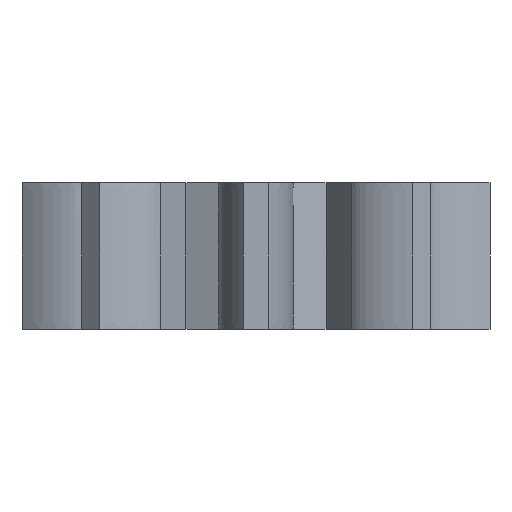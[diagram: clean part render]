
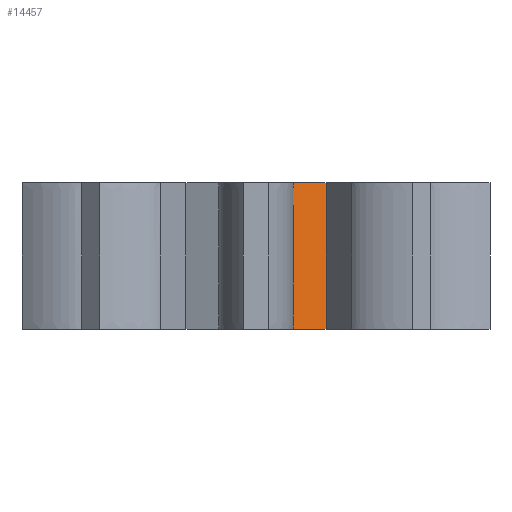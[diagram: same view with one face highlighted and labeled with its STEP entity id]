
A CAD part, front view. The second image highlights one B-rep face of the part: STEP entity #14457.
In plain terms, the highlighted face is a extrusion surface.
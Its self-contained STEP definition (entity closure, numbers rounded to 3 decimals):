
#93 = PLANE('',#94);
#94 = AXIS2_PLACEMENT_3D('',#95,#96,#97);
#95 = CARTESIAN_POINT('',(0.,0.,3.125));
#96 = DIRECTION('',(0.,0.,1.));
#97 = DIRECTION('',(1.,0.,0.));
#168 = PLANE('',#169);
#169 = AXIS2_PLACEMENT_3D('',#170,#171,#172);
#170 = CARTESIAN_POINT('',(0.,0.,0.));
#171 = DIRECTION('',(0.,0.,1.));
#172 = DIRECTION('',(1.,0.,0.));
#2181 = VERTEX_POINT('',#2182);
#2182 = CARTESIAN_POINT('',(0.577,-2.689,0.));
#2194 = SURFACE_OF_LINEAR_EXTRUSION('',#2195,#2198);
#2195 = B_SPLINE_CURVE_WITH_KNOTS('',1,(#2196,#2197),.UNSPECIFIED.,.F.,
  .F.,(2,2),(0.,1.009),.PIECEWISE_BEZIER_KNOTS.);
#2196 = CARTESIAN_POINT('',(0.788,-3.675,0.));
#2197 = CARTESIAN_POINT('',(0.577,-2.689,0.));
#2198 = VECTOR('',#2199,1.);
#2199 = DIRECTION('',(-0.,-0.,-1.));
#2207 = EDGE_CURVE('',#2181,#2208,#2210,.T.);
#2208 = VERTEX_POINT('',#2209);
#2209 = CARTESIAN_POINT('',(1.494,-2.309,0.));
#2210 = SURFACE_CURVE('',#2211,(#2214,#2220),.PCURVE_S1.);
#2211 = B_SPLINE_CURVE_WITH_KNOTS('',1,(#2212,#2213),.UNSPECIFIED.,.F.,
  .F.,(2,2),(0.,0.992),.PIECEWISE_BEZIER_KNOTS.);
#2212 = CARTESIAN_POINT('',(0.577,-2.689,0.));
#2213 = CARTESIAN_POINT('',(1.494,-2.309,0.));
#2214 = PCURVE('',#168,#2215);
#2215 = DEFINITIONAL_REPRESENTATION('',(#2216),#2219);
#2216 = B_SPLINE_CURVE_WITH_KNOTS('',1,(#2217,#2218),.UNSPECIFIED.,.F.,
  .F.,(2,2),(0.,0.992),.PIECEWISE_BEZIER_KNOTS.);
#2217 = CARTESIAN_POINT('',(0.577,-2.689));
#2218 = CARTESIAN_POINT('',(1.494,-2.309));
#2219 = ( GEOMETRIC_REPRESENTATION_CONTEXT(2) 
PARAMETRIC_REPRESENTATION_CONTEXT() REPRESENTATION_CONTEXT('2D SPACE',''
  ) );
#2220 = PCURVE('',#2221,#2227);
#2221 = SURFACE_OF_LINEAR_EXTRUSION('',#2222,#2225);
#2222 = B_SPLINE_CURVE_WITH_KNOTS('',1,(#2223,#2224),.UNSPECIFIED.,.F.,
  .F.,(2,2),(0.,0.992),.PIECEWISE_BEZIER_KNOTS.);
#2223 = CARTESIAN_POINT('',(0.577,-2.689,0.));
#2224 = CARTESIAN_POINT('',(1.494,-2.309,0.));
#2225 = VECTOR('',#2226,1.);
#2226 = DIRECTION('',(-0.,-0.,-1.));
#2227 = DEFINITIONAL_REPRESENTATION('',(#2228),#2232);
#2228 = LINE('',#2229,#2230);
#2229 = CARTESIAN_POINT('',(0.,0.));
#2230 = VECTOR('',#2231,1.);
#2231 = DIRECTION('',(1.,0.));
#2232 = ( GEOMETRIC_REPRESENTATION_CONTEXT(2) 
PARAMETRIC_REPRESENTATION_CONTEXT() REPRESENTATION_CONTEXT('2D SPACE',''
  ) );
#2248 = SURFACE_OF_LINEAR_EXTRUSION('',#2249,#2252);
#2249 = B_SPLINE_CURVE_WITH_KNOTS('',1,(#2250,#2251),.UNSPECIFIED.,.F.,
  .F.,(2,2),(0.,1.009),.PIECEWISE_BEZIER_KNOTS.);
#2250 = CARTESIAN_POINT('',(1.494,-2.309,0.));
#2251 = CARTESIAN_POINT('',(2.041,-3.156,0.));
#2252 = VECTOR('',#2253,1.);
#2253 = DIRECTION('',(-0.,-0.,-1.));
#3815 = VERTEX_POINT('',#3816);
#3816 = CARTESIAN_POINT('',(0.577,-2.689,3.125));
#3835 = EDGE_CURVE('',#3815,#3836,#3838,.T.);
#3836 = VERTEX_POINT('',#3837);
#3837 = CARTESIAN_POINT('',(1.494,-2.309,3.125));
#3838 = SURFACE_CURVE('',#3839,(#3842,#3848),.PCURVE_S1.);
#3839 = B_SPLINE_CURVE_WITH_KNOTS('',1,(#3840,#3841),.UNSPECIFIED.,.F.,
  .F.,(2,2),(0.,0.992),.PIECEWISE_BEZIER_KNOTS.);
#3840 = CARTESIAN_POINT('',(0.577,-2.689,3.125));
#3841 = CARTESIAN_POINT('',(1.494,-2.309,3.125));
#3842 = PCURVE('',#93,#3843);
#3843 = DEFINITIONAL_REPRESENTATION('',(#3844),#3847);
#3844 = B_SPLINE_CURVE_WITH_KNOTS('',1,(#3845,#3846),.UNSPECIFIED.,.F.,
  .F.,(2,2),(0.,0.992),.PIECEWISE_BEZIER_KNOTS.);
#3845 = CARTESIAN_POINT('',(0.577,-2.689));
#3846 = CARTESIAN_POINT('',(1.494,-2.309));
#3847 = ( GEOMETRIC_REPRESENTATION_CONTEXT(2) 
PARAMETRIC_REPRESENTATION_CONTEXT() REPRESENTATION_CONTEXT('2D SPACE',''
  ) );
#3848 = PCURVE('',#2221,#3849);
#3849 = DEFINITIONAL_REPRESENTATION('',(#3850),#3854);
#3850 = LINE('',#3851,#3852);
#3851 = CARTESIAN_POINT('',(0.,-3.125));
#3852 = VECTOR('',#3853,1.);
#3853 = DIRECTION('',(1.,0.));
#3854 = ( GEOMETRIC_REPRESENTATION_CONTEXT(2) 
PARAMETRIC_REPRESENTATION_CONTEXT() REPRESENTATION_CONTEXT('2D SPACE',''
  ) );
#14407 = EDGE_CURVE('',#2208,#3836,#14408,.T.);
#14408 = SURFACE_CURVE('',#14409,(#14413,#14420),.PCURVE_S1.);
#14409 = LINE('',#14410,#14411);
#14410 = CARTESIAN_POINT('',(1.494,-2.309,0.));
#14411 = VECTOR('',#14412,1.);
#14412 = DIRECTION('',(0.,0.,1.));
#14413 = PCURVE('',#2248,#14414);
#14414 = DEFINITIONAL_REPRESENTATION('',(#14415),#14419);
#14415 = LINE('',#14416,#14417);
#14416 = CARTESIAN_POINT('',(0.,0.));
#14417 = VECTOR('',#14418,1.);
#14418 = DIRECTION('',(0.,-1.));
#14419 = ( GEOMETRIC_REPRESENTATION_CONTEXT(2) 
PARAMETRIC_REPRESENTATION_CONTEXT() REPRESENTATION_CONTEXT('2D SPACE',''
  ) );
#14420 = PCURVE('',#2221,#14421);
#14421 = DEFINITIONAL_REPRESENTATION('',(#14422),#14426);
#14422 = LINE('',#14423,#14424);
#14423 = CARTESIAN_POINT('',(0.992,0.));
#14424 = VECTOR('',#14425,1.);
#14425 = DIRECTION('',(0.,-1.));
#14426 = ( GEOMETRIC_REPRESENTATION_CONTEXT(2) 
PARAMETRIC_REPRESENTATION_CONTEXT() REPRESENTATION_CONTEXT('2D SPACE',''
  ) );
#14457 = ADVANCED_FACE('',(#14458),#2221,.F.);
#14458 = FACE_BOUND('',#14459,.F.);
#14459 = EDGE_LOOP('',(#14460,#14481,#14482,#14483));
#14460 = ORIENTED_EDGE('',*,*,#14461,.T.);
#14461 = EDGE_CURVE('',#2181,#3815,#14462,.T.);
#14462 = SURFACE_CURVE('',#14463,(#14467,#14474),.PCURVE_S1.);
#14463 = LINE('',#14464,#14465);
#14464 = CARTESIAN_POINT('',(0.577,-2.689,0.));
#14465 = VECTOR('',#14466,1.);
#14466 = DIRECTION('',(0.,0.,1.));
#14467 = PCURVE('',#2221,#14468);
#14468 = DEFINITIONAL_REPRESENTATION('',(#14469),#14473);
#14469 = LINE('',#14470,#14471);
#14470 = CARTESIAN_POINT('',(0.,0.));
#14471 = VECTOR('',#14472,1.);
#14472 = DIRECTION('',(0.,-1.));
#14473 = ( GEOMETRIC_REPRESENTATION_CONTEXT(2) 
PARAMETRIC_REPRESENTATION_CONTEXT() REPRESENTATION_CONTEXT('2D SPACE',''
  ) );
#14474 = PCURVE('',#2194,#14475);
#14475 = DEFINITIONAL_REPRESENTATION('',(#14476),#14480);
#14476 = LINE('',#14477,#14478);
#14477 = CARTESIAN_POINT('',(1.009,0.));
#14478 = VECTOR('',#14479,1.);
#14479 = DIRECTION('',(0.,-1.));
#14480 = ( GEOMETRIC_REPRESENTATION_CONTEXT(2) 
PARAMETRIC_REPRESENTATION_CONTEXT() REPRESENTATION_CONTEXT('2D SPACE',''
  ) );
#14481 = ORIENTED_EDGE('',*,*,#3835,.T.);
#14482 = ORIENTED_EDGE('',*,*,#14407,.F.);
#14483 = ORIENTED_EDGE('',*,*,#2207,.F.);
